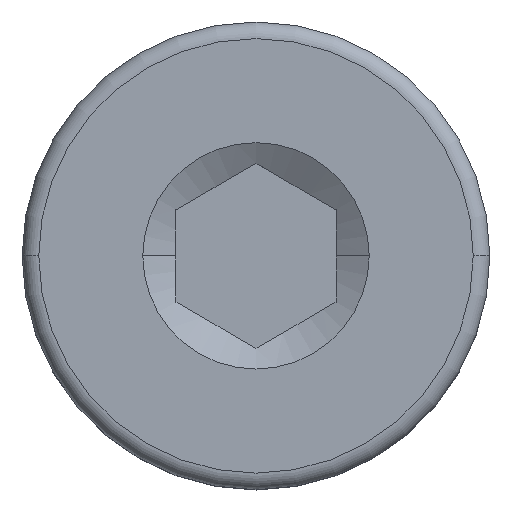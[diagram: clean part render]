
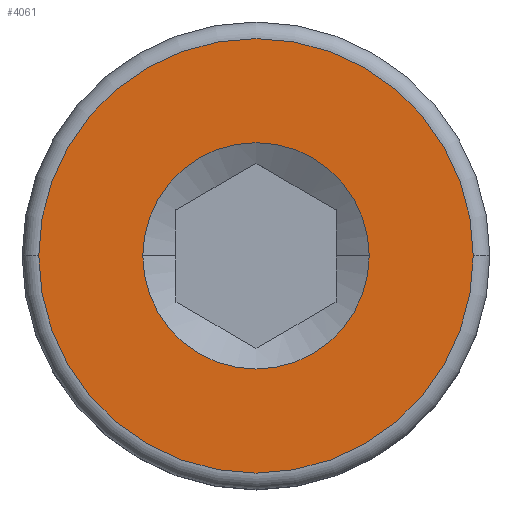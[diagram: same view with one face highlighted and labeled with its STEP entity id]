
A CAD part, top view. The second image highlights one B-rep face of the part: STEP entity #4061.
In plain terms, the highlighted planar face has unit normal (0, 0, 1).
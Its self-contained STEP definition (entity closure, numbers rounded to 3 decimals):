
#278 = EDGE_CURVE ( 'NONE', #5281, #3980, #2497, .T. ) ;
#318 = CARTESIAN_POINT ( 'NONE',  ( -0.92, 0., 5.675 ) ) ;
#353 = CARTESIAN_POINT ( 'NONE',  ( 0.92, 0., 5.675 ) ) ;
#784 = ORIENTED_EDGE ( 'NONE', *, *, #3201, .F. ) ;
#1220 = AXIS2_PLACEMENT_3D ( 'NONE', #5327, #1746, #4894 ) ;
#1488 = CARTESIAN_POINT ( 'NONE',  ( 0., 0., 5.675 ) ) ;
#1718 = DIRECTION ( 'NONE',  ( 1., 0., 0. ) ) ;
#1746 = DIRECTION ( 'NONE',  ( 0., 0., -1. ) ) ;
#1765 = AXIS2_PLACEMENT_3D ( 'NONE', #1488, #4538, #2376 ) ;
#2166 = ORIENTED_EDGE ( 'NONE', *, *, #278, .F. ) ;
#2371 = DIRECTION ( 'NONE',  ( 0., 0., -1. ) ) ;
#2376 = DIRECTION ( 'NONE',  ( 1., 0., 0. ) ) ;
#2497 = CIRCLE ( 'NONE', #1765, 0.92 ) ;
#2771 = AXIS2_PLACEMENT_3D ( 'NONE', #3221, #3194, #4090 ) ;
#2902 = ORIENTED_EDGE ( 'NONE', *, *, #4242, .F. ) ;
#2918 = DIRECTION ( 'NONE',  ( -1., 0., 0. ) ) ;
#3004 = FACE_BOUND ( 'NONE', #4373, .T. ) ;
#3194 = DIRECTION ( 'NONE',  ( 0., 0., 1. ) ) ;
#3201 = EDGE_CURVE ( 'NONE', #5458, #5167, #5579, .T. ) ;
#3221 = CARTESIAN_POINT ( 'NONE',  ( 0., 0., 5.675 ) ) ;
#3230 = CARTESIAN_POINT ( 'NONE',  ( 0., 0., 5.675 ) ) ;
#3424 = PLANE ( 'NONE',  #4112 ) ;
#3806 = CARTESIAN_POINT ( 'NONE',  ( 1.765, 0., 5.675 ) ) ;
#3980 = VERTEX_POINT ( 'NONE', #353 ) ;
#4033 = AXIS2_PLACEMENT_3D ( 'NONE', #3230, #2371, #2918 ) ;
#4056 = EDGE_LOOP ( 'NONE', ( #4407, #784 ) ) ;
#4061 = ADVANCED_FACE ( 'NONE', ( #3004, #5587 ), #3424, .T. ) ;
#4090 = DIRECTION ( 'NONE',  ( 1., 0., 0. ) ) ;
#4112 = AXIS2_PLACEMENT_3D ( 'NONE', #5157, #5613, #1718 ) ;
#4204 = EDGE_CURVE ( 'NONE', #5167, #5458, #4398, .T. ) ;
#4242 = EDGE_CURVE ( 'NONE', #3980, #5281, #4404, .T. ) ;
#4373 = EDGE_LOOP ( 'NONE', ( #2902, #2166 ) ) ;
#4398 = CIRCLE ( 'NONE', #1220, 1.765 ) ;
#4404 = CIRCLE ( 'NONE', #2771, 0.92 ) ;
#4407 = ORIENTED_EDGE ( 'NONE', *, *, #4204, .F. ) ;
#4538 = DIRECTION ( 'NONE',  ( 0., 0., 1. ) ) ;
#4894 = DIRECTION ( 'NONE',  ( -1., 0., 0. ) ) ;
#5005 = CARTESIAN_POINT ( 'NONE',  ( -1.765, 0., 5.675 ) ) ;
#5157 = CARTESIAN_POINT ( 'NONE',  ( 0., 1.765, 5.675 ) ) ;
#5167 = VERTEX_POINT ( 'NONE', #5005 ) ;
#5281 = VERTEX_POINT ( 'NONE', #318 ) ;
#5327 = CARTESIAN_POINT ( 'NONE',  ( 0., 0., 5.675 ) ) ;
#5458 = VERTEX_POINT ( 'NONE', #3806 ) ;
#5579 = CIRCLE ( 'NONE', #4033, 1.765 ) ;
#5587 = FACE_OUTER_BOUND ( 'NONE', #4056, .T. ) ;
#5613 = DIRECTION ( 'NONE',  ( 0., 0., 1. ) ) ;
